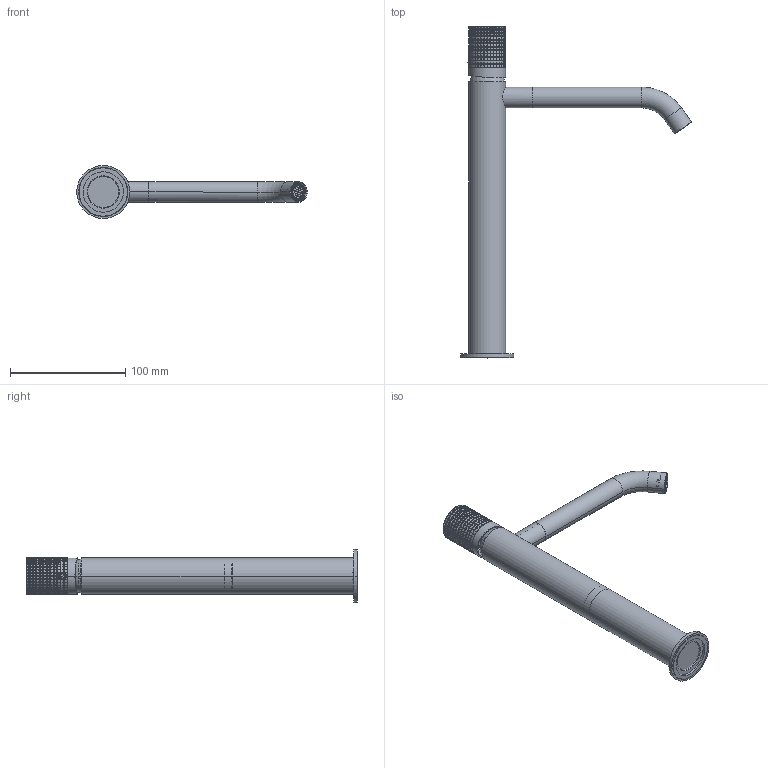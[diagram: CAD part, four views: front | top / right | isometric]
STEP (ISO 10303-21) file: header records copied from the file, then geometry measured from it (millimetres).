
FILE_DESCRIPTION(('CATIA V5 STEP Exchange','CAx-IF Rec.Pracs.--- Model Styling and Organization---1.5--- 2016-08-15','CAx-IF Rec.Pracs.---Supplemental Geometry---1.0---2011-11-01','CAx-IF Rec.Pracs.--- Composite Materials ---3.4---2017-06-13','CAx-IF Rec.Pracs.---Tessellated 3D Geometry---1.0---2015-12-17'),'2;1');
FILE_NAME('X1 00354.stp','2022-09-15T12:38:40+00:00',('none'),('none'),'CATIA Version 5-6 Release 2020 SP2','CATIA V5 STEP AP242 v2','none');
FILE_SCHEMA(('AP242_MANAGED_MODEL_BASED_3D_ENGINEERING_MIM_LF {1 0 10303 442 1 1 4}'));
Length unit declared in the file: millimetre
Products named in the file (23): X1 00354; PR9D109; P47408; PR96325; PX0485; PX0487; PX0486; PX0488; PX0489; PX0484; PX0490; P46863; P44805; P47329; E-POR.2087; P52442; P42743; P50417; P47474; P9C168; P50533; PR9C613; P47397
Assembly tree (22 placements, depth 3):
  X1 00354
    PR9D109
      P47408
    PR96325
      PX0485
      PX0487
      PX0486
      PX0488
      PX0489
      PX0484
      PX0490
    P46863
    P44805
    P47329
    E-POR.2087
    P52442
    P42743
    P50417
    P47474
    P9C168
    P50533
    PR9C613
      P47397
Bounding box: 200.05 x 288 x 46 mm (x, y, z)
Volume: 198947.6 mm3; surface area: 81426.9 mm2
Topology: 19 solids, 21 shells, 5623 faces, 16170 edges, 10710 vertices
Faces by surface type: plane 1415, cylinder 1224, bspline 1159, cone 957, torus 512, extrusion 254, sphere 76, revolution 26
Entity records: 200967 total; most frequent: CARTESIAN_POINT 84326, ORIENTED_EDGE 32172, EDGE_CURVE 16086, VERTEX_POINT 10710, B_SPLINE_CURVE_WITH_KNOTS 9878, DIRECTION 8806, EDGE_LOOP 5886, ADVANCED_FACE 5623
